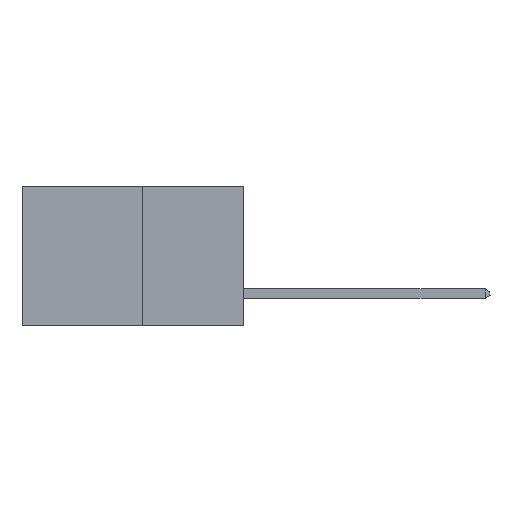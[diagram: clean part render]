
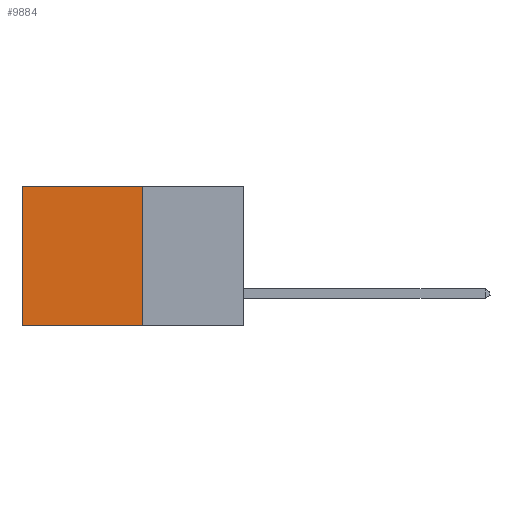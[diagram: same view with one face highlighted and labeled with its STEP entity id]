
A CAD part, left-side view. The second image highlights one B-rep face of the part: STEP entity #9884.
In plain terms, the highlighted planar face has unit normal (-1, 0, 0).
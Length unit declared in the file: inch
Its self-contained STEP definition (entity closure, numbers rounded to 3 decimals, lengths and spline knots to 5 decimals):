
#14 = ORIENTED_EDGE ( 'NONE', *, *, #5378, .T. ) ;
#535 = DIRECTION ( 'NONE',  ( 0., 0., -1. ) ) ;
#755 = EDGE_CURVE ( 'NONE', #16992, #19700, #16748, .T. ) ;
#3410 = VERTEX_POINT ( 'NONE', #16372 ) ;
#3509 = VECTOR ( 'NONE', #4077, 39.37008 ) ;
#3599 = DIRECTION ( 'NONE',  ( 0., 1., 0. ) ) ;
#4077 = DIRECTION ( 'NONE',  ( 0., 0., -1. ) ) ;
#5378 = EDGE_CURVE ( 'NONE', #19700, #8259, #30406, .T. ) ;
#5570 = AXIS2_PLACEMENT_3D ( 'NONE', #27906, #30286, #15468 ) ;
#8259 = VERTEX_POINT ( 'NONE', #27241 ) ;
#9392 = CARTESIAN_POINT ( 'NONE',  ( 0.277, 0.27, 0. ) ) ;
#9884 = ADVANCED_FACE ( 'NONE', ( #22769 ), #10289, .F. ) ;
#10289 = PLANE ( 'NONE',  #5570 ) ;
#11677 = VECTOR ( 'NONE', #535, 39.37008 ) ;
#11863 = ORIENTED_EDGE ( 'NONE', *, *, #755, .T. ) ;
#12773 = CARTESIAN_POINT ( 'NONE',  ( 0.277, 0.59, -0.37 ) ) ;
#15468 = DIRECTION ( 'NONE',  ( 0., 0., -1. ) ) ;
#16372 = CARTESIAN_POINT ( 'NONE',  ( 0.277, 0.27, -0.37 ) ) ;
#16748 = LINE ( 'NONE', #9392, #29156 ) ;
#16992 = VERTEX_POINT ( 'NONE', #21823 ) ;
#17691 = DIRECTION ( 'NONE',  ( 0., 1., 0. ) ) ;
#18237 = VECTOR ( 'NONE', #3599, 39.37008 ) ;
#19700 = VERTEX_POINT ( 'NONE', #23608 ) ;
#19705 = EDGE_CURVE ( 'NONE', #16992, #3410, #24338, .T. ) ;
#21823 = CARTESIAN_POINT ( 'NONE',  ( 0.277, 0.27, 0. ) ) ;
#22769 = FACE_OUTER_BOUND ( 'NONE', #30312, .T. ) ;
#23274 = EDGE_CURVE ( 'NONE', #3410, #8259, #32106, .T. ) ;
#23608 = CARTESIAN_POINT ( 'NONE',  ( 0.277, 0.59, 0. ) ) ;
#24338 = LINE ( 'NONE', #26099, #11677 ) ;
#26099 = CARTESIAN_POINT ( 'NONE',  ( 0.277, 0.27, -0.37 ) ) ;
#27241 = CARTESIAN_POINT ( 'NONE',  ( 0.277, 0.59, -0.37 ) ) ;
#27906 = CARTESIAN_POINT ( 'NONE',  ( 0.277, 0.27, -0.37 ) ) ;
#29156 = VECTOR ( 'NONE', #17691, 39.37008 ) ;
#30286 = DIRECTION ( 'NONE',  ( 1., 0., 0. ) ) ;
#30312 = EDGE_LOOP ( 'NONE', ( #14, #30570, #30698, #11863 ) ) ;
#30406 = LINE ( 'NONE', #12773, #3509 ) ;
#30570 = ORIENTED_EDGE ( 'NONE', *, *, #23274, .F. ) ;
#30698 = ORIENTED_EDGE ( 'NONE', *, *, #19705, .F. ) ;
#31317 = CARTESIAN_POINT ( 'NONE',  ( 0.277, 0.27, -0.37 ) ) ;
#32106 = LINE ( 'NONE', #31317, #18237 ) ;
